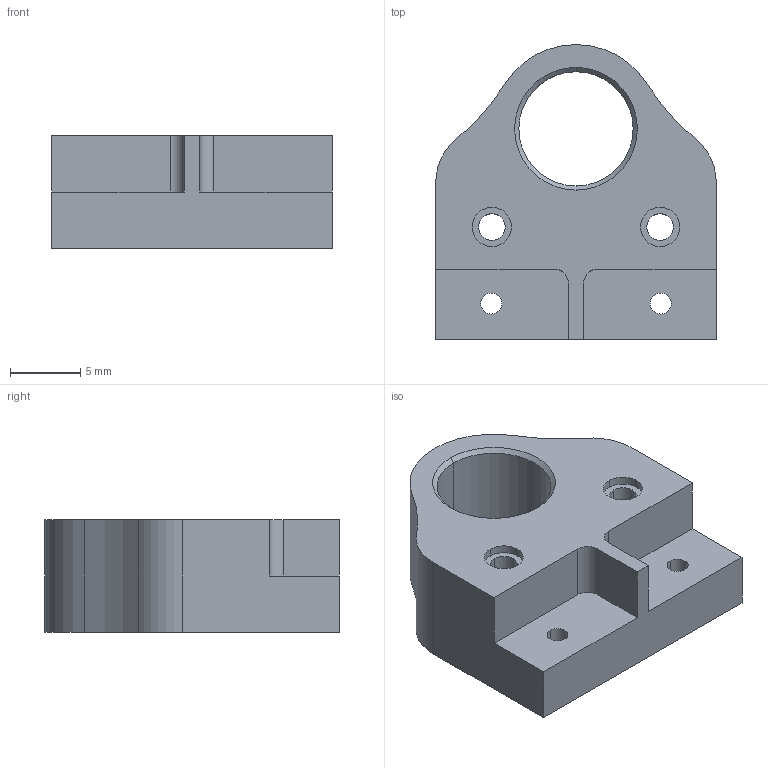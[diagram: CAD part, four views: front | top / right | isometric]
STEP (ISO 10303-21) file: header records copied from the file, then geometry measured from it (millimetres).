
FILE_DESCRIPTION (( 'STEP AP203' ), '1' );
FILE_NAME ('001finger_frame-1x4跺-狟麥.STEP', '2025-10-13T02:14:37', ( '' ), ( '' ), 'SwSTEP 2.0', 'SolidWorks 2024', '' );
FILE_SCHEMA (( 'CONFIG_CONTROL_DESIGN' ));
Length unit declared in the file: millimetre
Products named in the file (1): 001finger_frame-1x4个-下沉
Bounding box: 20 x 21 x 8 mm (x, y, z)
Volume: 1974.9 mm3; surface area: 1494.8 mm2
Topology: 1 solids, 1 shells, 44 faces, 110 edges, 72 vertices
Faces by surface type: cylinder 25, plane 15, cone 4
Entity records: 1433 total; most frequent: DIRECTION 254, CARTESIAN_POINT 227, ORIENTED_EDGE 220, EDGE_CURVE 110, AXIS2_PLACEMENT_3D 99, VERTEX_POINT 72, EDGE_LOOP 58, VECTOR 56
